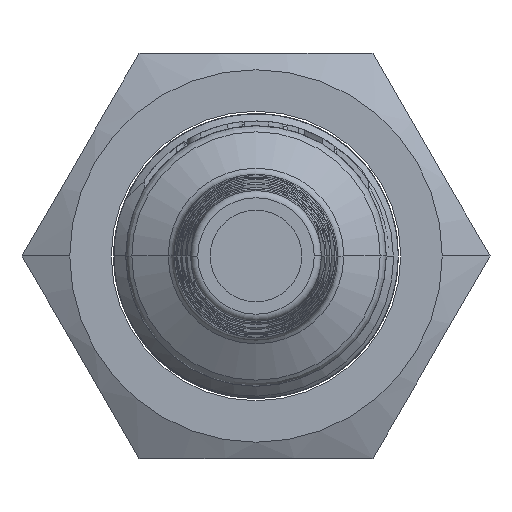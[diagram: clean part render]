
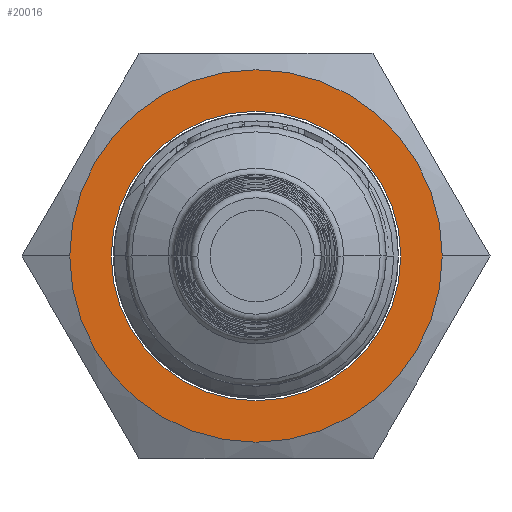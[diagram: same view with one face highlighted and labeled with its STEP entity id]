
A CAD part, front view. The second image highlights one B-rep face of the part: STEP entity #20016.
In plain terms, the highlighted planar face has unit normal (0, -1, 0).
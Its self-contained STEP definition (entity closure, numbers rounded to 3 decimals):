
#19485=CARTESIAN_POINT('',(-11.639,70.5,-12.29));
#19486=DIRECTION('',(0.,1.,0.));
#19487=DIRECTION('',(-1.,0.,0.));
#19488=AXIS2_PLACEMENT_3D('',#19485,#19486,#19487);
#19490=CARTESIAN_POINT('',(-11.639,70.5,-12.29));
#19491=DIRECTION('',(0.,1.,0.));
#19492=DIRECTION('',(1.,0.,0.));
#19493=AXIS2_PLACEMENT_3D('',#19490,#19491,#19492);
#19495=CARTESIAN_POINT('',(-11.639,70.5,-12.29));
#19496=DIRECTION('',(0.,1.,0.));
#19497=DIRECTION('',(0.,0.,1.));
#19498=AXIS2_PLACEMENT_3D('',#19495,#19496,#19497);
#19500=CARTESIAN_POINT('',(-11.639,70.5,-12.29));
#19501=DIRECTION('',(0.,1.,0.));
#19502=DIRECTION('',(0.,0.,-1.));
#19503=AXIS2_PLACEMENT_3D('',#19500,#19501,#19502);
#19947=CARTESIAN_POINT('',(-19.36,70.5,-12.29));
#19948=CARTESIAN_POINT('',(-3.919,70.5,-12.29));
#19949=VERTEX_POINT('',#19947);
#19950=VERTEX_POINT('',#19948);
#19963=CARTESIAN_POINT('',(-11.639,70.5,-6.29));
#19964=CARTESIAN_POINT('',(-11.639,70.5,-18.29));
#19965=VERTEX_POINT('',#19963);
#19966=VERTEX_POINT('',#19964);
#20001=CARTESIAN_POINT('',(-11.639,70.5,-12.29));
#20002=DIRECTION('',(0.,-1.,0.));
#20003=DIRECTION('',(1.,0.,0.));
#20004=AXIS2_PLACEMENT_3D('',#20001,#20002,#20003);
#20005=PLANE('',#20004);
#20007=ORIENTED_EDGE('',*,*,#20006,.T.);
#20009=ORIENTED_EDGE('',*,*,#20008,.T.);
#20010=EDGE_LOOP('',(#20007,#20009));
#20011=FACE_OUTER_BOUND('',#20010,.F.);
#20012=ORIENTED_EDGE('',*,*,#19993,.F.);
#20013=ORIENTED_EDGE('',*,*,#19978,.F.);
#20014=EDGE_LOOP('',(#20012,#20013));
#20015=FACE_BOUND('',#20014,.F.);
#20016=ADVANCED_FACE('',(#20011,#20015),#20005,.T.);
#19489=CIRCLE('',#19488,7.72);
#19494=CIRCLE('',#19493,7.72);
#19499=CIRCLE('',#19498,6.);
#19504=CIRCLE('',#19503,6.);
#19978=EDGE_CURVE('',#19966,#19965,#19504,.T.);
#19993=EDGE_CURVE('',#19965,#19966,#19499,.T.);
#20006=EDGE_CURVE('',#19949,#19950,#19489,.T.);
#20008=EDGE_CURVE('',#19950,#19949,#19494,.T.);
